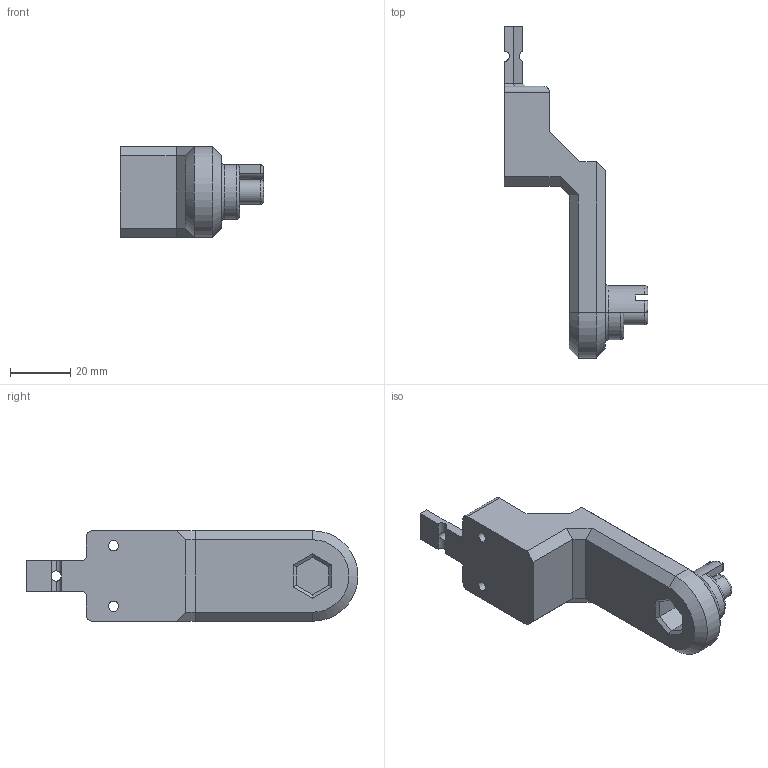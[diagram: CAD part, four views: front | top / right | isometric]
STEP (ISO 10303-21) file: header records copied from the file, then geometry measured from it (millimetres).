
FILE_DESCRIPTION (( 'STEP AP214' ), '1' );
FILE_NAME ('U Pin.STEP', '2024-11-29T05:07:04', ( '' ), ( '' ), 'SwSTEP 2.0', 'SolidWorks 2024', '' );
FILE_SCHEMA (( 'AUTOMOTIVE_DESIGN' ));
Length unit declared in the file: millimetre
Products named in the file (1): U Pin
Bounding box: 47.5 x 110 x 30 mm (x, y, z)
Volume: 39961.6 mm3; surface area: 11054.2 mm2
Topology: 1 solids, 1 shells, 83 faces, 206 edges, 126 vertices
Faces by surface type: plane 52, cylinder 21, torus 8, cone 2
Entity records: 2482 total; most frequent: CARTESIAN_POINT 487, ORIENTED_EDGE 412, DIRECTION 407, EDGE_CURVE 206, LINE 143, VECTOR 143, AXIS2_PLACEMENT_3D 132, VERTEX_POINT 126
